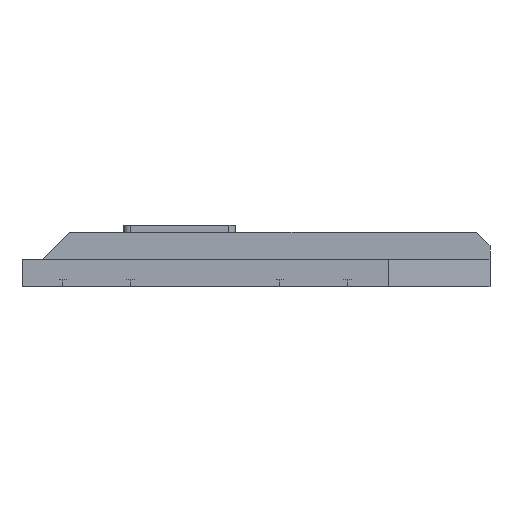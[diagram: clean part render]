
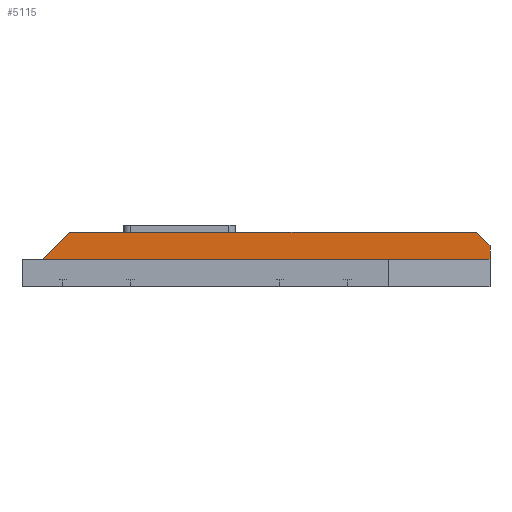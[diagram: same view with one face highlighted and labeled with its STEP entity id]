
A CAD part, left-side view. The second image highlights one B-rep face of the part: STEP entity #5115.
In plain terms, the highlighted planar face has unit normal (-1, 0, 0).
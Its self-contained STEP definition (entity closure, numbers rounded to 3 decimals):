
#101 = DIRECTION ( 'NONE',  ( 0., -1., 0. ) ) ;
#118 = LINE ( 'NONE', #4371, #3426 ) ;
#222 = CARTESIAN_POINT ( 'NONE',  ( 42., 124., 16. ) ) ;
#341 = CARTESIAN_POINT ( 'NONE',  ( 42., 0., 8. ) ) ;
#391 = DIRECTION ( 'NONE',  ( 0., 0., 1. ) ) ;
#485 = CARTESIAN_POINT ( 'NONE',  ( 42., 132., 8. ) ) ;
#557 = CARTESIAN_POINT ( 'NONE',  ( 42., 0., 12. ) ) ;
#587 = CARTESIAN_POINT ( 'NONE',  ( 42., 4., 16. ) ) ;
#676 = DIRECTION ( 'NONE',  ( 0., 1., 0. ) ) ;
#929 = LINE ( 'NONE', #5017, #5231 ) ;
#1146 = DIRECTION ( 'NONE',  ( 0., 0.707, -0.707 ) ) ;
#1283 = EDGE_CURVE ( 'NONE', #3338, #3747, #3513, .T. ) ;
#1514 = ORIENTED_EDGE ( 'NONE', *, *, #3199, .T. ) ;
#1529 = PLANE ( 'NONE',  #2370 ) ;
#1608 = EDGE_CURVE ( 'NONE', #3030, #3338, #929, .T. ) ;
#2110 = VERTEX_POINT ( 'NONE', #2793 ) ;
#2134 = VECTOR ( 'NONE', #101, 1000. ) ;
#2277 = CARTESIAN_POINT ( 'NONE',  ( 42., 124., 16. ) ) ;
#2370 = AXIS2_PLACEMENT_3D ( 'NONE', #222, #3229, #676 ) ;
#2532 = VECTOR ( 'NONE', #391, 1000. ) ;
#2541 = VERTEX_POINT ( 'NONE', #587 ) ;
#2551 = ORIENTED_EDGE ( 'NONE', *, *, #5183, .T. ) ;
#2793 = CARTESIAN_POINT ( 'NONE',  ( 42., 124., 16. ) ) ;
#3020 = ORIENTED_EDGE ( 'NONE', *, *, #4200, .F. ) ;
#3030 = VERTEX_POINT ( 'NONE', #485 ) ;
#3105 = FACE_OUTER_BOUND ( 'NONE', #5345, .T. ) ;
#3199 = EDGE_CURVE ( 'NONE', #3747, #2541, #118, .T. ) ;
#3229 = DIRECTION ( 'NONE',  ( 1., 0., 0. ) ) ;
#3248 = CARTESIAN_POINT ( 'NONE',  ( 42., 0., 8. ) ) ;
#3338 = VERTEX_POINT ( 'NONE', #3248 ) ;
#3380 = LINE ( 'NONE', #2277, #2134 ) ;
#3426 = VECTOR ( 'NONE', #3961, 1000. ) ;
#3513 = LINE ( 'NONE', #341, #2532 ) ;
#3666 = CARTESIAN_POINT ( 'NONE',  ( 42., 124., 16. ) ) ;
#3747 = VERTEX_POINT ( 'NONE', #557 ) ;
#3953 = VECTOR ( 'NONE', #1146, 1000. ) ;
#3961 = DIRECTION ( 'NONE',  ( 0., 0.707, 0.707 ) ) ;
#4074 = LINE ( 'NONE', #3666, #3953 ) ;
#4103 = ORIENTED_EDGE ( 'NONE', *, *, #1283, .T. ) ;
#4200 = EDGE_CURVE ( 'NONE', #2110, #2541, #3380, .T. ) ;
#4297 = ORIENTED_EDGE ( 'NONE', *, *, #1608, .T. ) ;
#4371 = CARTESIAN_POINT ( 'NONE',  ( 42., 64., 76. ) ) ;
#5017 = CARTESIAN_POINT ( 'NONE',  ( 42., 124., 8. ) ) ;
#5054 = DIRECTION ( 'NONE',  ( 0., -1., 0. ) ) ;
#5115 = ADVANCED_FACE ( 'NONE', ( #3105 ), #1529, .F. ) ;
#5183 = EDGE_CURVE ( 'NONE', #2110, #3030, #4074, .T. ) ;
#5231 = VECTOR ( 'NONE', #5054, 1000. ) ;
#5345 = EDGE_LOOP ( 'NONE', ( #4297, #4103, #1514, #3020, #2551 ) ) ;
